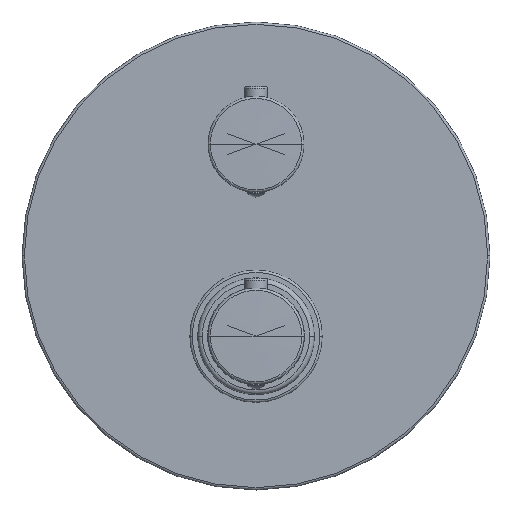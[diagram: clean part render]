
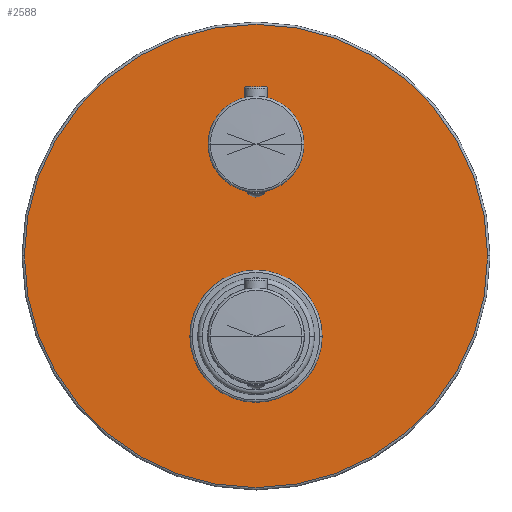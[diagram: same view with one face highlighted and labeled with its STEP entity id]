
A CAD part, top view. The second image highlights one B-rep face of the part: STEP entity #2588.
In plain terms, the highlighted planar face has unit normal (0, 0, 1).
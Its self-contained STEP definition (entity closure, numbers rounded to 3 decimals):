
#86=CARTESIAN_POINT('',(0.,34.3,47.79));
#87=DIRECTION('',(0.,0.,1.));
#88=DIRECTION('',(-1.,0.,0.));
#89=AXIS2_PLACEMENT_3D('',#86,#87,#88);
#91=CARTESIAN_POINT('',(0.,34.3,47.79));
#92=DIRECTION('',(0.,0.,1.));
#93=DIRECTION('',(1.,0.,0.));
#94=AXIS2_PLACEMENT_3D('',#91,#92,#93);
#96=CARTESIAN_POINT('',(0.,82.,47.79));
#97=DIRECTION('',(0.,0.,-1.));
#98=DIRECTION('',(-1.,0.,0.));
#99=AXIS2_PLACEMENT_3D('',#96,#97,#98);
#101=CARTESIAN_POINT('',(0.,82.,47.79));
#102=DIRECTION('',(0.,0.,-1.));
#103=DIRECTION('',(1.,0.,0.));
#104=AXIS2_PLACEMENT_3D('',#101,#102,#103);
#106=CARTESIAN_POINT('',(0.,0.,47.79));
#107=DIRECTION('',(0.,0.,-1.));
#108=DIRECTION('',(-1.,0.,0.));
#109=AXIS2_PLACEMENT_3D('',#106,#107,#108);
#111=CARTESIAN_POINT('',(0.,0.,47.79));
#112=DIRECTION('',(0.,0.,-1.));
#113=DIRECTION('',(1.,0.,0.));
#114=AXIS2_PLACEMENT_3D('',#111,#112,#113);
#2237=CARTESIAN_POINT('',(-99.,34.3,47.79));
#2238=CARTESIAN_POINT('',(99.,34.3,47.79));
#2239=VERTEX_POINT('',#2237);
#2240=VERTEX_POINT('',#2238);
#2253=CARTESIAN_POINT('',(-17.25,82.,47.79));
#2254=CARTESIAN_POINT('',(17.25,82.,47.79));
#2255=VERTEX_POINT('',#2253);
#2256=VERTEX_POINT('',#2254);
#2265=CARTESIAN_POINT('',(-28.25,0.,47.79));
#2266=CARTESIAN_POINT('',(28.25,0.,47.79));
#2267=VERTEX_POINT('',#2265);
#2268=VERTEX_POINT('',#2266);
#2566=CARTESIAN_POINT('',(0.,34.3,47.79));
#2567=DIRECTION('',(0.,0.,-1.));
#2568=DIRECTION('',(1.,0.,0.));
#2569=AXIS2_PLACEMENT_3D('',#2566,#2567,#2568);
#2570=PLANE('',#2569);
#2572=ORIENTED_EDGE('',*,*,#2571,.F.);
#2574=ORIENTED_EDGE('',*,*,#2573,.F.);
#2575=EDGE_LOOP('',(#2572,#2574));
#2576=FACE_OUTER_BOUND('',#2575,.F.);
#2578=ORIENTED_EDGE('',*,*,#2577,.F.);
#2580=ORIENTED_EDGE('',*,*,#2579,.F.);
#2581=EDGE_LOOP('',(#2578,#2580));
#2582=FACE_BOUND('',#2581,.F.);
#2583=ORIENTED_EDGE('',*,*,#2549,.F.);
#2585=ORIENTED_EDGE('',*,*,#2584,.F.);
#2586=EDGE_LOOP('',(#2583,#2585));
#2587=FACE_BOUND('',#2586,.F.);
#2588=ADVANCED_FACE('',(#2576,#2582,#2587),#2570,.F.);
#90=CIRCLE('',#89,99.);
#95=CIRCLE('',#94,99.);
#100=CIRCLE('',#99,17.25);
#105=CIRCLE('',#104,17.25);
#110=CIRCLE('',#109,28.25);
#115=CIRCLE('',#114,28.25);
#2549=EDGE_CURVE('',#2267,#2268,#110,.T.);
#2571=EDGE_CURVE('',#2239,#2240,#90,.T.);
#2573=EDGE_CURVE('',#2240,#2239,#95,.T.);
#2577=EDGE_CURVE('',#2255,#2256,#100,.T.);
#2579=EDGE_CURVE('',#2256,#2255,#105,.T.);
#2584=EDGE_CURVE('',#2268,#2267,#115,.T.);
